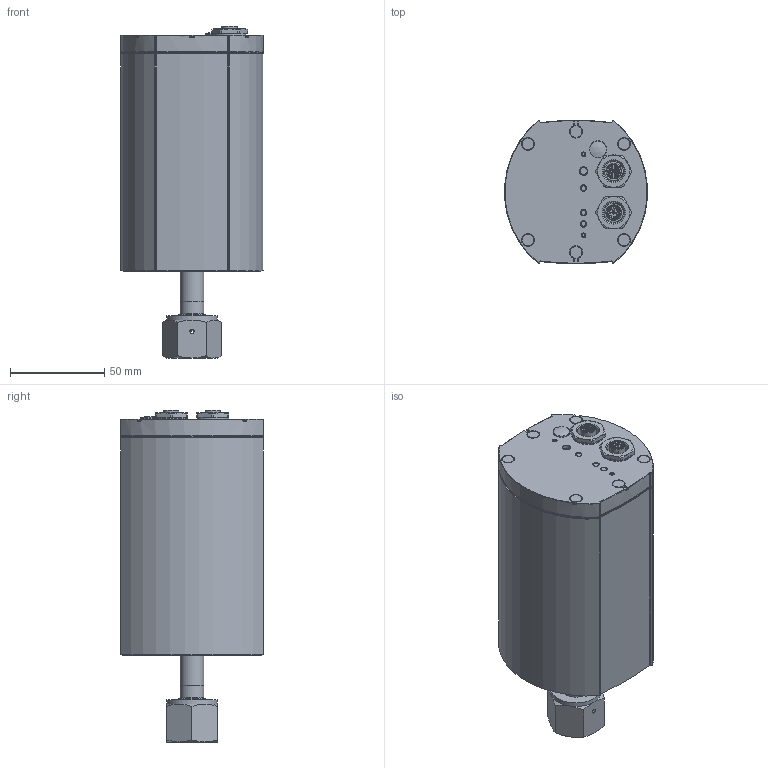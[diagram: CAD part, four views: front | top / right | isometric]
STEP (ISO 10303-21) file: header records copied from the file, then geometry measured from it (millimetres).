
FILE_DESCRIPTION(/* description */ (''),/* implementation_level */ '2;1');
FILE_NAME(/* name */ 'MCCT3xxAR_8VCR.stp',/* time_stamp */ '2020-06-03T11:23:39+02:00',/* author */ ('BEM'),/* organization */ (''),/* preprocessor_version */ 'ST-DEVELOPER v17',/* originating_system */ 'Autodesk Inventor 2018',/* authorisation */ '');
FILE_SCHEMA (('AUTOMOTIVE_DESIGN { 1 0 10303 214 3 1 1 }'));
Length unit declared in the file: millimetre
Products named in the file (1): Bauteil11
Bounding box: 75.68 x 76 x 176.16 mm (x, y, z)
Volume: 188584.9 mm3; surface area: 133868.7 mm2
Topology: 54 solids, 54 shells, 3456 faces, 8920 edges, 5680 vertices
Faces by surface type: cylinder 1304, plane 1122, torus 440, bspline 235, cone 232, sphere 123
Full cylindrical faces by diameter (mm): 0.33 x196, 0.9 x8, 1 x2, 1.016 x2, 1.1 x9, 1.4 x2, 1.5 x4, 1.6 x8, 1.7 x13, 1.763 x1, 2.013 x12, 2.286 x2, 2.5 x9, 2.6 x3, 2.8 x6, 2.9 x3, 3 x1, 3.4 x3, 3.5 x5, 3.8 x1, 4 x7, 4.2 x1, 5.4 x7, 5.5 x7, 6 x3, 6.3 x6, 6.7 x1, 7.2 x1, 7.5 x1, 8 x1
Entity records: 119765 total; most frequent: CARTESIAN_POINT 29743, DIRECTION 18825, ORIENTED_EDGE 17724, EDGE_CURVE 8862, AXIS2_PLACEMENT_3D 7481, VERTEX_POINT 5680, CIRCLE 4159, EDGE_LOOP 4140
